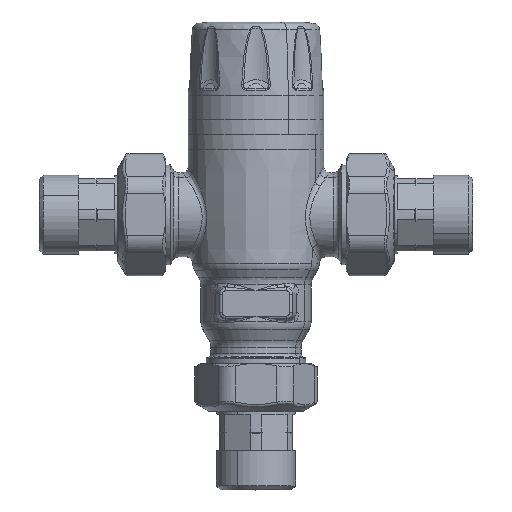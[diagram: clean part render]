
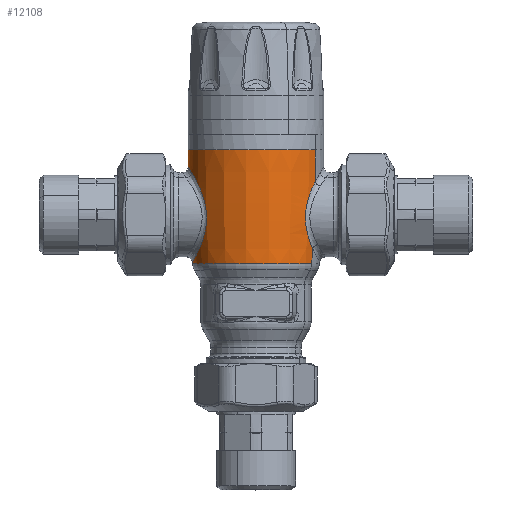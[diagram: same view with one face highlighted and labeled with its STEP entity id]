
A CAD part, top view. The second image highlights one B-rep face of the part: STEP entity #12108.
In plain terms, the highlighted face is a revolution surface.
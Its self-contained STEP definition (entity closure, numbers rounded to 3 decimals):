
#11422=CARTESIAN_POINT('Vertex',(-18.506,-16.26,-10.11)) ;
#11429=CARTESIAN_POINT('Vertex',(18.506,-16.26,10.11)) ;
#11857=CARTESIAN_POINT('Axis2P3D Location',(0.,-16.26,0.)) ;
#11886=CARTESIAN_POINT('Control Point',(18.506,-16.26,10.11)) ;
#11887=CARTESIAN_POINT('Control Point',(18.616,-14.595,10.17)) ;
#11888=CARTESIAN_POINT('Control Point',(18.719,-12.928,10.226)) ;
#11889=CARTESIAN_POINT('Control Point',(18.814,-11.262,10.278)) ;
#11890=CARTESIAN_POINT('Vertex',(18.814,-11.262,10.278)) ;
#11894=CARTESIAN_POINT('Control Point',(-18.506,-16.26,-10.11)) ;
#11895=CARTESIAN_POINT('Control Point',(-18.616,-14.595,-10.17)) ;
#11896=CARTESIAN_POINT('Control Point',(-18.719,-12.928,-10.226)) ;
#11897=CARTESIAN_POINT('Control Point',(-18.814,-11.262,-10.278)) ;
#11898=CARTESIAN_POINT('Vertex',(-18.814,-11.262,-10.278)) ;
#11917=CARTESIAN_POINT('Vertex',(-19.652,10.961,-10.736)) ;
#11921=CARTESIAN_POINT('Control Point',(-19.652,10.961,-10.736)) ;
#11922=CARTESIAN_POINT('Control Point',(-19.716,14.507,-10.771)) ;
#11923=CARTESIAN_POINT('Control Point',(-19.747,18.053,-10.788)) ;
#11924=CARTESIAN_POINT('Control Point',(-19.746,21.6,-10.787)) ;
#11925=CARTESIAN_POINT('Vertex',(-19.746,21.6,-10.787)) ;
#11932=CARTESIAN_POINT('Vertex',(19.746,21.6,10.787)) ;
#11936=CARTESIAN_POINT('Control Point',(19.652,10.961,10.736)) ;
#11937=CARTESIAN_POINT('Control Point',(19.716,14.507,10.771)) ;
#11938=CARTESIAN_POINT('Control Point',(19.747,18.053,10.788)) ;
#11939=CARTESIAN_POINT('Control Point',(19.746,21.6,10.787)) ;
#11940=CARTESIAN_POINT('Vertex',(19.652,10.961,10.736)) ;
#12013=CARTESIAN_POINT('Control Point',(21.087,-16.26,0.)) ;
#12014=CARTESIAN_POINT('Control Point',(22.036,-3.664,0.)) ;
#12015=CARTESIAN_POINT('Control Point',(22.508,8.968,0.)) ;
#12016=CARTESIAN_POINT('Control Point',(22.5,21.6,0.)) ;
#12017=CARTESIAN_POINT('Axis1P Location',(0.,-14.227,0.)) ;
#12021=CARTESIAN_POINT('Axis2P3D Location',(0.,21.6,0.)) ;
#12027=CARTESIAN_POINT('Control Point',(-19.652,10.961,-10.736)) ;
#12028=CARTESIAN_POINT('Control Point',(-19.973,11.613,-10.176)) ;
#12029=CARTESIAN_POINT('Control Point',(-20.291,12.226,-9.57)) ;
#12030=CARTESIAN_POINT('Control Point',(-20.598,12.797,-8.919)) ;
#12031=CARTESIAN_POINT('Control Point',(-21.232,13.941,-7.407)) ;
#12032=CARTESIAN_POINT('Control Point',(-21.757,14.838,-5.697)) ;
#12033=CARTESIAN_POINT('Control Point',(-21.999,15.242,-4.718)) ;
#12034=CARTESIAN_POINT('Control Point',(-22.379,15.871,-2.642)) ;
#12035=CARTESIAN_POINT('Control Point',(-22.51,16.082,-0.452)) ;
#12036=CARTESIAN_POINT('Control Point',(-22.504,16.074,0.666)) ;
#12037=CARTESIAN_POINT('Control Point',(-22.363,15.845,2.699)) ;
#12038=CARTESIAN_POINT('Control Point',(-22.009,15.258,4.626)) ;
#12039=CARTESIAN_POINT('Control Point',(-21.808,14.922,5.472)) ;
#12040=CARTESIAN_POINT('Control Point',(-21.574,14.524,6.278)) ;
#12041=CARTESIAN_POINT('Control Point',(-21.314,14.07,7.043)) ;
#12042=CARTESIAN_POINT('Vertex',(-21.314,14.07,7.043)) ;
#12046=CARTESIAN_POINT('Control Point',(-21.314,14.07,7.043)) ;
#12047=CARTESIAN_POINT('Control Point',(-20.716,13.026,8.804)) ;
#12048=CARTESIAN_POINT('Control Point',(-19.981,11.689,10.345)) ;
#12049=CARTESIAN_POINT('Control Point',(-19.193,10.139,11.63)) ;
#12050=CARTESIAN_POINT('Control Point',(-17.807,7.017,13.505)) ;
#12051=CARTESIAN_POINT('Control Point',(-16.807,3.358,14.491)) ;
#12052=CARTESIAN_POINT('Control Point',(-16.49,1.641,14.738)) ;
#12053=CARTESIAN_POINT('Control Point',(-16.312,-1.163,14.767)) ;
#12054=CARTESIAN_POINT('Control Point',(-16.591,-3.877,14.248)) ;
#12055=CARTESIAN_POINT('Control Point',(-16.754,-4.863,13.981)) ;
#12056=CARTESIAN_POINT('Control Point',(-17.239,-7.074,13.202)) ;
#12057=CARTESIAN_POINT('Control Point',(-17.903,-9.062,12.084)) ;
#12058=CARTESIAN_POINT('Control Point',(-18.311,-10.115,11.346)) ;
#12059=CARTESIAN_POINT('Control Point',(-19.049,-11.841,9.86)) ;
#12060=CARTESIAN_POINT('Control Point',(-19.736,-13.255,8.091)) ;
#12061=CARTESIAN_POINT('Control Point',(-20.019,-13.812,7.259)) ;
#12062=CARTESIAN_POINT('Control Point',(-20.587,-14.897,5.288)) ;
#12063=CARTESIAN_POINT('Control Point',(-20.963,-15.576,3.112)) ;
#12064=CARTESIAN_POINT('Control Point',(-21.096,-15.813,1.862)) ;
#12065=CARTESIAN_POINT('Control Point',(-21.195,-15.989,-0.769)) ;
#12066=CARTESIAN_POINT('Control Point',(-20.938,-15.529,-3.361)) ;
#12067=CARTESIAN_POINT('Control Point',(-20.713,-15.126,-4.654)) ;
#12068=CARTESIAN_POINT('Control Point',(-20.416,-14.577,-5.875)) ;
#12069=CARTESIAN_POINT('Control Point',(-20.069,-13.901,-7.013)) ;
#12070=CARTESIAN_POINT('Vertex',(-20.069,-13.901,-7.013)) ;
#12074=CARTESIAN_POINT('Control Point',(-20.069,-13.901,-7.013)) ;
#12075=CARTESIAN_POINT('Control Point',(-19.7,-13.181,-8.223)) ;
#12076=CARTESIAN_POINT('Control Point',(-19.262,-12.289,-9.319)) ;
#12077=CARTESIAN_POINT('Control Point',(-18.814,-11.262,-10.278)) ;
#12080=CARTESIAN_POINT('Control Point',(18.814,-11.262,10.278)) ;
#12081=CARTESIAN_POINT('Control Point',(18.584,-10.733,10.772)) ;
#12082=CARTESIAN_POINT('Control Point',(18.351,-10.174,11.236)) ;
#12083=CARTESIAN_POINT('Control Point',(18.121,-9.586,11.67)) ;
#12084=CARTESIAN_POINT('Control Point',(17.402,-7.61,12.96)) ;
#12085=CARTESIAN_POINT('Control Point',(16.8,-5.364,13.905)) ;
#12086=CARTESIAN_POINT('Control Point',(16.492,-3.699,14.379)) ;
#12087=CARTESIAN_POINT('Control Point',(16.316,-1.031,14.767)) ;
#12088=CARTESIAN_POINT('Control Point',(16.573,1.627,14.642)) ;
#12089=CARTESIAN_POINT('Control Point',(16.713,2.54,14.537)) ;
#12090=CARTESIAN_POINT('Control Point',(17.218,4.991,14.089)) ;
#12091=CARTESIAN_POINT('Control Point',(17.983,7.254,13.23)) ;
#12092=CARTESIAN_POINT('Control Point',(18.53,8.595,12.536)) ;
#12093=CARTESIAN_POINT('Control Point',(19.097,9.836,11.704)) ;
#12094=CARTESIAN_POINT('Control Point',(19.652,10.961,10.736)) ;
#11858=DIRECTION('Axis2P3D Direction',(0.,1.,0.)) ;
#12018=DIRECTION('Axis1P Direction',(0.,-1.,0.)) ;
#12022=DIRECTION('Axis2P3D Direction',(0.,-1.,0.)) ;
#11859=AXIS2_PLACEMENT_3D('Circle Axis2P3D',#11857,#11858,$) ;
#12023=AXIS2_PLACEMENT_3D('Circle Axis2P3D',#12021,#12022,$) ;
#12097=ORIENTED_EDGE('',*,*,#11942,.T.) ;
#12098=ORIENTED_EDGE('',*,*,#12025,.T.) ;
#12099=ORIENTED_EDGE('',*,*,#11927,.F.) ;
#12100=ORIENTED_EDGE('',*,*,#12044,.F.) ;
#12101=ORIENTED_EDGE('',*,*,#12072,.F.) ;
#12102=ORIENTED_EDGE('',*,*,#12078,.F.) ;
#12103=ORIENTED_EDGE('',*,*,#11900,.F.) ;
#12104=ORIENTED_EDGE('',*,*,#11861,.F.) ;
#12105=ORIENTED_EDGE('',*,*,#11892,.T.) ;
#12106=ORIENTED_EDGE('',*,*,#12095,.F.) ;
#12108=ADVANCED_FACE('PartBody',(#12107),#12020,.F.) ;
#12019=AXIS1_PLACEMENT('Revolution Surface Axis1P',#12017,#12018) ;
#11885=B_SPLINE_CURVE_WITH_KNOTS('',3,(#11886,#11887,#11888,#11889),.UNSPECIFIED.,.F.,.U.,(4,4),(3103.995,3109.006),.UNSPECIFIED.) ;
#11893=B_SPLINE_CURVE_WITH_KNOTS('',3,(#11894,#11895,#11896,#11897),.UNSPECIFIED.,.F.,.U.,(4,4),(3103.995,3109.006),.UNSPECIFIED.) ;
#11920=B_SPLINE_CURVE_WITH_KNOTS('',3,(#11921,#11922,#11923,#11924),.UNSPECIFIED.,.F.,.U.,(4,4),(3131.251,3141.891),.UNSPECIFIED.) ;
#11935=B_SPLINE_CURVE_WITH_KNOTS('',3,(#11936,#11937,#11938,#11939),.UNSPECIFIED.,.F.,.U.,(4,4),(3131.251,3141.891),.UNSPECIFIED.) ;
#12012=B_SPLINE_CURVE_WITH_KNOTS('',3,(#12013,#12014,#12015,#12016),.UNSPECIFIED.,.F.,.U.,(4,4),(3103.995,3141.891),.UNSPECIFIED.) ;
#12026=B_SPLINE_CURVE_WITH_KNOTS('',5,(#12027,#12028,#12029,#12030,#12031,#12032,#12033,#12034,#12035,#12036,#12037,#12038,#12039,#12040,#12041),.UNSPECIFIED.,.F.,.U.,(6,3,3,3,6),(107.681,113.923,121.283,128.854,135.178),.UNSPECIFIED.) ;
#12045=B_SPLINE_CURVE_WITH_KNOTS('',5,(#12046,#12047,#12048,#12049,#12050,#12051,#12052,#12053,#12054,#12055,#12056,#12057,#12058,#12059,#12060,#12061,#12062,#12063,#12064,#12065,#12066,#12067,#12068,#12069),.UNSPECIFIED.,.F.,.U.,(6,3,3,3,3,3,3,6),(0.,14.554,26.108,32.985,42.139,49.351,58.285,67.834),.UNSPECIFIED.) ;
#12073=B_SPLINE_CURVE_WITH_KNOTS('',3,(#12074,#12075,#12076,#12077),.UNSPECIFIED.,.F.,.U.,(4,4),(67.836,73.93),.UNSPECIFIED.) ;
#12079=B_SPLINE_CURVE_WITH_KNOTS('',5,(#12080,#12081,#12082,#12083,#12084,#12085,#12086,#12087,#12088,#12089,#12090,#12091,#12092,#12093,#12094),.UNSPECIFIED.,.F.,.U.,(6,3,3,3,6),(0.,5.228,16.788,22.961,33.748),.UNSPECIFIED.) ;
#11860=CIRCLE('generated circle',#11859,21.087) ;
#12024=CIRCLE('generated circle',#12023,22.5) ;
#11861=EDGE_CURVE('',#11430,#11423,#11860,.F.) ;
#11892=EDGE_CURVE('',#11430,#11891,#11885,.T.) ;
#11900=EDGE_CURVE('',#11423,#11899,#11893,.T.) ;
#11927=EDGE_CURVE('',#11918,#11926,#11920,.T.) ;
#11942=EDGE_CURVE('',#11941,#11933,#11935,.T.) ;
#12025=EDGE_CURVE('',#11933,#11926,#12024,.T.) ;
#12044=EDGE_CURVE('',#12043,#11918,#12026,.F.) ;
#12072=EDGE_CURVE('',#12071,#12043,#12045,.F.) ;
#12078=EDGE_CURVE('',#11899,#12071,#12073,.F.) ;
#12095=EDGE_CURVE('',#11941,#11891,#12079,.F.) ;
#12096=EDGE_LOOP('',(#12097,#12098,#12099,#12100,#12101,#12102,#12103,#12104,#12105,#12106)) ;
#12107=FACE_OUTER_BOUND('',#12096,.T.) ;
#12020=SURFACE_OF_REVOLUTION('Surface of Revolution',#12012,#12019) ;
#11423=VERTEX_POINT('',#11422) ;
#11430=VERTEX_POINT('',#11429) ;
#11891=VERTEX_POINT('',#11890) ;
#11899=VERTEX_POINT('',#11898) ;
#11918=VERTEX_POINT('',#11917) ;
#11926=VERTEX_POINT('',#11925) ;
#11933=VERTEX_POINT('',#11932) ;
#11941=VERTEX_POINT('',#11940) ;
#12043=VERTEX_POINT('',#12042) ;
#12071=VERTEX_POINT('',#12070) ;
